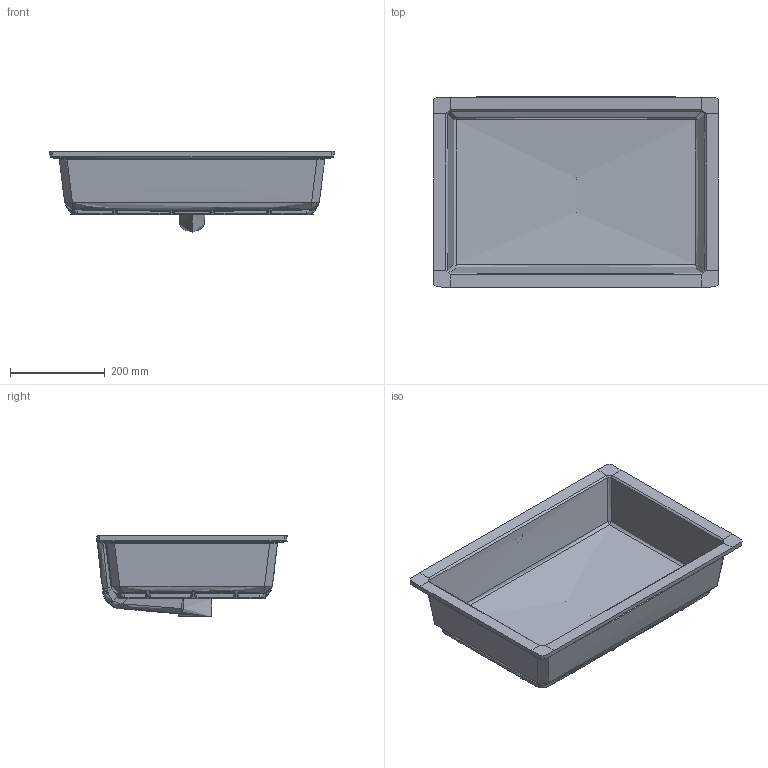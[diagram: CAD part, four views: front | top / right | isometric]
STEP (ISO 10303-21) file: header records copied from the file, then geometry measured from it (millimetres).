
FILE_DESCRIPTION(/* description */ (''),/* implementation_level */ '2;1');
FILE_NAME(/* name */ 'STEP - 542AB_30515',/* time_stamp */ '2025-06-05T10:49:50+10:00',/* author */ (''),/* organization */ (''),/* preprocessor_version */ 'ST-DEVELOPER v16.5',/* originating_system */ 'Rhino 7.37',/* authorisation */ '');
FILE_SCHEMA (('AUTOMOTIVE_DESIGN'));
Length unit declared in the file: millimetre
Products named in the file (1): Document
Bounding box: 600.48 x 401.91 x 171.33 mm (x, y, z)
Volume: 4858067.5 mm3; surface area: 869469.8 mm2
Topology: 1 solids, 1 shells, 849 faces, 1881 edges, 1035 vertices
Faces by surface type: bspline 673, cylinder 115, plane 61
Entity records: 48305 total; most frequent: CARTESIAN_POINT 37237, ORIENTED_EDGE 3762, EDGE_CURVE 1881, B_SPLINE_CURVE_WITH_KNOTS 1195, VERTEX_POINT 1035, EDGE_LOOP 852, ADVANCED_FACE 849, FACE_OUTER_BOUND 849
